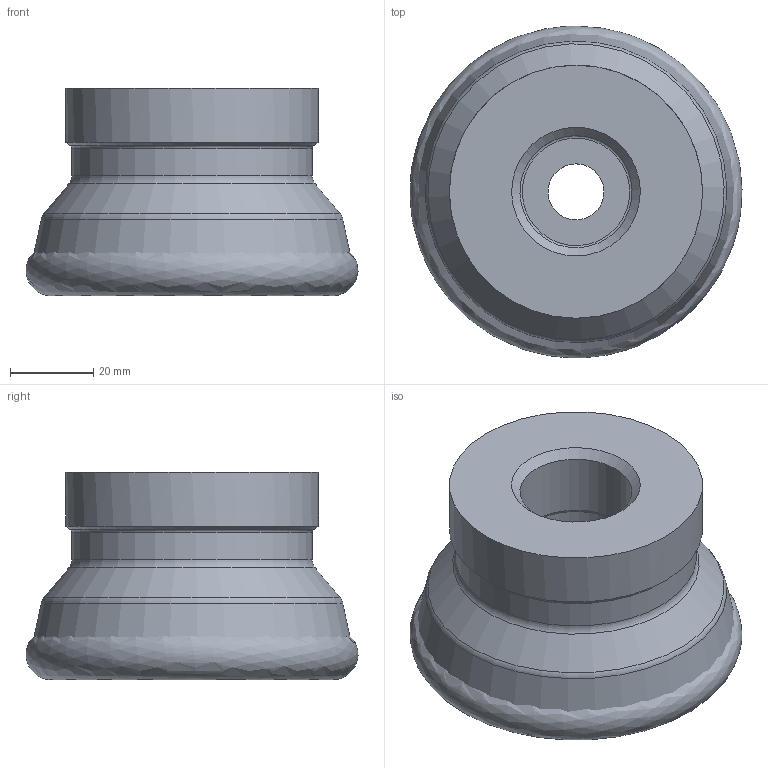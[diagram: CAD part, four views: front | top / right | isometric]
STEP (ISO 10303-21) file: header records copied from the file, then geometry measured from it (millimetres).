
FILE_DESCRIPTION(/* description */ (''),/* implementation_level */ '2;1');
FILE_NAME(/* name */ '1668532262132.stp',/* time_stamp */ '2022-11-15T22:41:20+05:00',/* author */ (''),/* organization */ ('SMS'),/* preprocessor_version */ 'ST-DEVELOPER v16.7',/* originating_system */ 'SIEMENS PLM Software NX 12.0',/* authorisation */ '');
FILE_SCHEMA (('AUTOMOTIVE_DESIGN { 1 0 10303 214 3 1 1 1 }'));
Length unit declared in the file: millimetre
Products named in the file (4): 204373886mod000_00; ASSEMBLY_CONSTRUCTION; 204394520mod000_00; 204394519mod000_00
Assembly tree (3 placements, depth 2):
  204394519mod000_00
    204394520mod000_00
    ASSEMBLY_CONSTRUCTION
    204373886mod000_00
Bounding box: 79.99 x 79.99 x 50 mm (x, y, z)
Volume: 167061.3 mm3; surface area: 28786.7 mm2
Topology: 2 solids, 2 shells, 27 faces, 57 edges, 51 vertices
Faces by surface type: torus 9, cone 6, cylinder 6, plane 5, revolution 1
Full cylindrical faces by diameter (mm): 13.5 x1, 20 x1, 27.011 x1, 27.5 x1, 58 x1, 61 x1
Entity records: 872 total; most frequent: DIRECTION 145, CARTESIAN_POINT 130, AXIS2_PLACEMENT_3D 72, FACE_BOUND 53, EDGE_LOOP 52, ORIENTED_EDGE 52, STYLED_ITEM 34, PRESENTATION_STYLE_ASSIGNMENT 34
